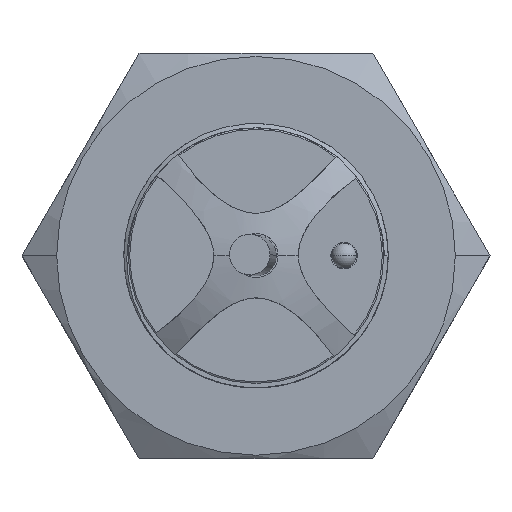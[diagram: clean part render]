
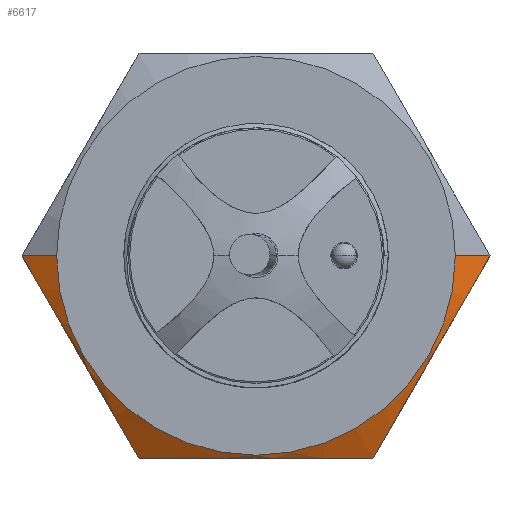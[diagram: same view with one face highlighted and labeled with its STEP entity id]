
A CAD part, top view. The second image highlights one B-rep face of the part: STEP entity #6617.
In plain terms, the highlighted conical face has half-angle 60 degrees and reference radius 22.625 mm.
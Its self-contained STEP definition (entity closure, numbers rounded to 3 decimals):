
#112 = CIRCLE ( 'NONE', #12436, 22.625 ) ;
#190 = EDGE_CURVE ( 'NONE', #2264, #7414, #16379, .T. ) ;
#626 = CARTESIAN_POINT ( 'NONE',  ( -24.382, -3.769, 31.616 ) ) ;
#955 = CARTESIAN_POINT ( 'NONE',  ( 2.252, -23., 32.48 ) ) ;
#1031 = CARTESIAN_POINT ( 'NONE',  ( 21.037, -9.564, 32.47 ) ) ;
#1064 = CARTESIAN_POINT ( 'NONE',  ( 5.632, -23., 32.15 ) ) ;
#1088 = CARTESIAN_POINT ( 'NONE',  ( 20.188, -11.033, 32.529 ) ) ;
#1368 = CARTESIAN_POINT ( 'NONE',  ( -26.558, 0., 30.474 ) ) ;
#1646 = VERTEX_POINT ( 'NONE', #10026 ) ;
#1763 = CARTESIAN_POINT ( 'NONE',  ( -17.121, -16.346, 32.155 ) ) ;
#2169 = CARTESIAN_POINT ( 'NONE',  ( -4.471, -23., 32.336 ) ) ;
#2264 = VERTEX_POINT ( 'NONE', #7700 ) ;
#2333 = CARTESIAN_POINT ( 'NONE',  ( -11.109, -23., 31.072 ) ) ;
#2355 = CARTESIAN_POINT ( 'NONE',  ( 22.159, -7.619, 32.294 ) ) ;
#3277 = CARTESIAN_POINT ( 'NONE',  ( -15.459, -19.224, 31.618 ) ) ;
#3562 = ORIENTED_EDGE ( 'NONE', *, *, #190, .T. ) ;
#3681 = CARTESIAN_POINT ( 'NONE',  ( 24.378, -3.776, 31.618 ) ) ;
#3799 = CARTESIAN_POINT ( 'NONE',  ( 18.777, -13.477, 32.527 ) ) ;
#3880 = VERTEX_POINT ( 'NONE', #1368 ) ;
#3904 = CONICAL_SURFACE ( 'NONE', #9269, 22.625, 1.047 ) ;
#4418 = CARTESIAN_POINT ( 'NONE',  ( -14.365, -21.12, 31.101 ) ) ;
#4655 = CARTESIAN_POINT ( 'NONE',  ( -21.06, -9.523, 32.527 ) ) ;
#4980 = DIRECTION ( 'NONE',  ( 0., 0., -1. ) ) ;
#5018 = ORIENTED_EDGE ( 'NONE', *, *, #16285, .T. ) ;
#5204 = DIRECTION ( 'NONE',  ( 0.866, 0., -0.5 ) ) ;
#5396 = EDGE_CURVE ( 'NONE', #1646, #3880, #8268, .T. ) ;
#5752 = CARTESIAN_POINT ( 'NONE',  ( 22.625, 0., 32.745 ) ) ;
#6098 = VERTEX_POINT ( 'NONE', #5752 ) ;
#6109 = CARTESIAN_POINT ( 'NONE',  ( 1.126, -23., 32.528 ) ) ;
#6167 = CARTESIAN_POINT ( 'NONE',  ( 4.511, -23., 32.291 ) ) ;
#6455 = DIRECTION ( 'NONE',  ( 0., 0., -1. ) ) ;
#6479 = CARTESIAN_POINT ( 'NONE',  ( 20.472, -10.542, 32.517 ) ) ;
#6490 = ORIENTED_EDGE ( 'NONE', *, *, #15856, .T. ) ;
#6553 = CARTESIAN_POINT ( 'NONE',  ( 22.625, 0., 32.745 ) ) ;
#6617 = ADVANCED_FACE ( 'NONE', ( #10944 ), #3904, .T. ) ;
#7110 = CARTESIAN_POINT ( 'NONE',  ( -18.801, -13.436, 32.47 ) ) ;
#7353 = CARTESIAN_POINT ( 'NONE',  ( -19.365, -12.458, 32.517 ) ) ;
#7414 = VERTEX_POINT ( 'NONE', #11887 ) ;
#7700 = CARTESIAN_POINT ( 'NONE',  ( 13.279, -23., 30.474 ) ) ;
#7838 = CARTESIAN_POINT ( 'NONE',  ( 0., 0., 32.745 ) ) ;
#8268 = LINE ( 'NONE', #15207, #15523 ) ;
#8500 = CARTESIAN_POINT ( 'NONE',  ( -13.279, -23., 30.474 ) ) ;
#8689 = B_SPLINE_CURVE_WITH_KNOTS ( 'NONE', 3,
 ( #9702, #12364, #626, #16477, #4655, #15220, #7353, #7110, #16363, #12425, #1763, #3277, #4418, #8500 ),
 .UNSPECIFIED., .F., .F.,
 ( 4, 2, 2, 2, 2, 2, 4 ),
 ( 0., 0.007, 0.013, 0.015, 0.017, 0.02, 0.027 ),
 .UNSPECIFIED. ) ;
#8957 = CARTESIAN_POINT ( 'NONE',  ( 17.662, -15.409, 32.33 ) ) ;
#9011 = CARTESIAN_POINT ( 'NONE',  ( 22.717, -6.654, 32.155 ) ) ;
#9269 = AXIS2_PLACEMENT_3D ( 'NONE', #7838, #6455, #14496 ) ;
#9702 = CARTESIAN_POINT ( 'NONE',  ( -26.558, 0., 30.474 ) ) ;
#10026 = CARTESIAN_POINT ( 'NONE',  ( -22.625, 0., 32.745 ) ) ;
#10111 = DIRECTION ( 'NONE',  ( -0.866, 0., -0.5 ) ) ;
#10292 = CARTESIAN_POINT ( 'NONE',  ( 21.318, -9.076, 32.434 ) ) ;
#10324 = CARTESIAN_POINT ( 'NONE',  ( 13.279, -23., 30.474 ) ) ;
#10405 = CARTESIAN_POINT ( 'NONE',  ( 14.363, -21.122, 31.1 ) ) ;
#10944 = FACE_OUTER_BOUND ( 'NONE', #11983, .T. ) ;
#11527 = CARTESIAN_POINT ( 'NONE',  ( 8.958, -23., 31.61 ) ) ;
#11585 = CARTESIAN_POINT ( 'NONE',  ( -8.904, -23., 31.58 ) ) ;
#11605 = CARTESIAN_POINT ( 'NONE',  ( 13.279, -23., 30.474 ) ) ;
#11784 = VERTEX_POINT ( 'NONE', #13575 ) ;
#11887 = CARTESIAN_POINT ( 'NONE',  ( 26.558, 0., 30.474 ) ) ;
#11983 = EDGE_LOOP ( 'NONE', ( #14816, #6490, #15736, #5018, #15282, #3562 ) ) ;
#12087 = EDGE_CURVE ( 'NONE', #11784, #2264, #16757, .T. ) ;
#12364 = CARTESIAN_POINT ( 'NONE',  ( -25.474, -1.878, 31.1 ) ) ;
#12425 = CARTESIAN_POINT ( 'NONE',  ( -17.678, -15.381, 32.294 ) ) ;
#12436 = AXIS2_PLACEMENT_3D ( 'NONE', #14263, #4980, #14372 ) ;
#12949 = EDGE_CURVE ( 'NONE', #6098, #7414, #14493, .T. ) ;
#12955 = CARTESIAN_POINT ( 'NONE',  ( 25.473, -1.88, 31.101 ) ) ;
#13575 = CARTESIAN_POINT ( 'NONE',  ( -13.279, -23., 30.474 ) ) ;
#14115 = CARTESIAN_POINT ( 'NONE',  ( -12.199, -23., 30.786 ) ) ;
#14169 = CARTESIAN_POINT ( 'NONE',  ( 11.133, -23., 31.094 ) ) ;
#14263 = CARTESIAN_POINT ( 'NONE',  ( 0., 0., 32.745 ) ) ;
#14294 = CARTESIAN_POINT ( 'NONE',  ( 26.558, 0., 30.474 ) ) ;
#14372 = DIRECTION ( 'NONE',  ( -1., 0., 0. ) ) ;
#14400 = CARTESIAN_POINT ( 'NONE',  ( 15.455, -19.231, 31.616 ) ) ;
#14493 = LINE ( 'NONE', #6553, #15735 ) ;
#14496 = DIRECTION ( 'NONE',  ( -1., 0., 0. ) ) ;
#14816 = ORIENTED_EDGE ( 'NONE', *, *, #12949, .F. ) ;
#15207 = CARTESIAN_POINT ( 'NONE',  ( -22.625, 0., 32.745 ) ) ;
#15220 = CARTESIAN_POINT ( 'NONE',  ( -19.649, -11.967, 32.529 ) ) ;
#15282 = ORIENTED_EDGE ( 'NONE', *, *, #12087, .T. ) ;
#15523 = VECTOR ( 'NONE', #10111, 1000. ) ;
#15597 = CARTESIAN_POINT ( 'NONE',  ( -7.797, -23., 31.799 ) ) ;
#15735 = VECTOR ( 'NONE', #5204, 1000. ) ;
#15736 = ORIENTED_EDGE ( 'NONE', *, *, #5396, .T. ) ;
#15856 = EDGE_CURVE ( 'NONE', #6098, #1646, #112, .T. ) ;
#16285 = EDGE_CURVE ( 'NONE', #3880, #11784, #8689, .T. ) ;
#16363 = CARTESIAN_POINT ( 'NONE',  ( -18.519, -13.924, 32.434 ) ) ;
#16379 = B_SPLINE_CURVE_WITH_KNOTS ( 'NONE', 3,
 ( #11605, #10405, #14400, #8957, #3799, #1088, #6479, #1031, #10292, #2355, #9011, #3681, #12955, #14294 ),
 .UNSPECIFIED., .F., .F.,
 ( 4, 2, 2, 2, 2, 2, 4 ),
 ( 0., 0.007, 0.013, 0.015, 0.017, 0.02, 0.027 ),
 .UNSPECIFIED. ) ;
#16477 = CARTESIAN_POINT ( 'NONE',  ( -22.175, -7.591, 32.33 ) ) ;
#16757 = B_SPLINE_CURVE_WITH_KNOTS ( 'NONE', 3,
 ( #16822, #14115, #2333, #11585, #15597, #2169, #16928, #6109, #955, #6167, #1064, #11527, #14169, #10324 ),
 .UNSPECIFIED., .F., .F.,
 ( 4, 2, 2, 2, 2, 2, 4 ),
 ( 0.024, 0.027, 0.03, 0.037, 0.04, 0.044, 0.051 ),
 .UNSPECIFIED. ) ;
#16822 = CARTESIAN_POINT ( 'NONE',  ( -13.279, -23., 30.474 ) ) ;
#16928 = CARTESIAN_POINT ( 'NONE',  ( -2.241, -23., 32.528 ) ) ;
